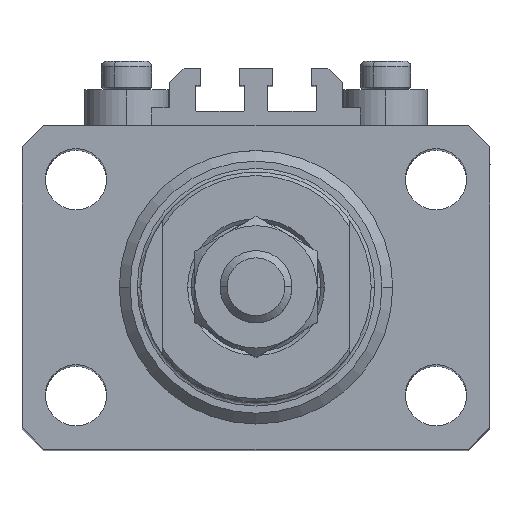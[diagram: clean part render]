
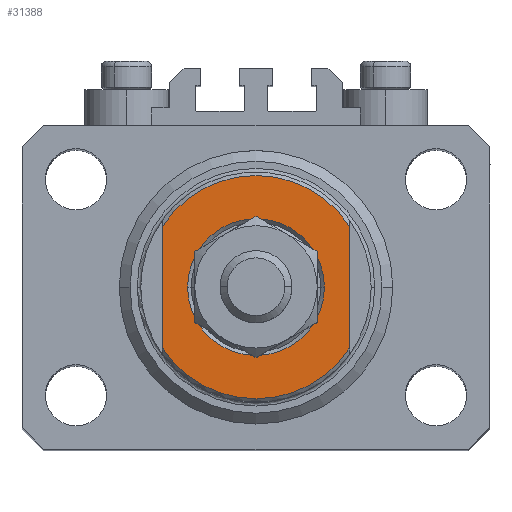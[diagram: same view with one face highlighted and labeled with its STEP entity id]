
A CAD part, top view. The second image highlights one B-rep face of the part: STEP entity #31388.
In plain terms, the highlighted face is planar.
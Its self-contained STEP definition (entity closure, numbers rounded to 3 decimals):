
#335 = FACE_OUTER_BOUND ( 'NONE', #48807, .T. ) ;
#810 = CARTESIAN_POINT ( 'NONE',  ( 0., 0., -6.5 ) ) ;
#964 = VECTOR ( 'NONE', #27188, 1000. ) ;
#1098 = ORIENTED_EDGE ( 'NONE', *, *, #31379, .T. ) ;
#1335 = CARTESIAN_POINT ( 'NONE',  ( 13., -43.081, -6.5 ) ) ;
#1721 = VECTOR ( 'NONE', #23604, 1000. ) ;
#3545 = EDGE_LOOP ( 'NONE', ( #10456, #24076 ) ) ;
#3558 = CARTESIAN_POINT ( 'NONE',  ( 0., 0., -6.5 ) ) ;
#4883 = CIRCLE ( 'NONE', #36577, 9.5 ) ;
#5171 = CARTESIAN_POINT ( 'NONE',  ( 13., -8.441, -6.5 ) ) ;
#7455 = DIRECTION ( 'NONE',  ( -1., 0., 0. ) ) ;
#7501 = PLANE ( 'NONE',  #40990 ) ;
#7820 = ORIENTED_EDGE ( 'NONE', *, *, #39143, .F. ) ;
#8222 = DIRECTION ( 'NONE',  ( -1., 0., 0. ) ) ;
#10456 = ORIENTED_EDGE ( 'NONE', *, *, #40516, .T. ) ;
#12347 = CARTESIAN_POINT ( 'NONE',  ( -13., -8.441, -6.5 ) ) ;
#13554 = ORIENTED_EDGE ( 'NONE', *, *, #43562, .T. ) ;
#14464 = VERTEX_POINT ( 'NONE', #43597 ) ;
#15938 = LINE ( 'NONE', #1335, #1721 ) ;
#17039 = DIRECTION ( 'NONE',  ( -1., 0., 0. ) ) ;
#17303 = CIRCLE ( 'NONE', #31519, 15.5 ) ;
#18873 = FACE_BOUND ( 'NONE', #3545, .T. ) ;
#19066 = DIRECTION ( 'NONE',  ( 0., 0., 1. ) ) ;
#19392 = DIRECTION ( 'NONE',  ( 0., 0., 1. ) ) ;
#19413 = VERTEX_POINT ( 'NONE', #36778 ) ;
#20985 = CARTESIAN_POINT ( 'NONE',  ( 0., 0., -6.5 ) ) ;
#21520 = VERTEX_POINT ( 'NONE', #5171 ) ;
#21616 = VERTEX_POINT ( 'NONE', #12347 ) ;
#22288 = CARTESIAN_POINT ( 'NONE',  ( 0., 0., -6.5 ) ) ;
#22581 = DIRECTION ( 'NONE',  ( 0., 0., -1. ) ) ;
#23239 = LINE ( 'NONE', #38319, #964 ) ;
#23424 = EDGE_CURVE ( 'NONE', #44299, #19413, #43196, .T. ) ;
#23604 = DIRECTION ( 'NONE',  ( 0., -1., 0. ) ) ;
#24076 = ORIENTED_EDGE ( 'NONE', *, *, #23424, .T. ) ;
#24480 = VERTEX_POINT ( 'NONE', #41814 ) ;
#27188 = DIRECTION ( 'NONE',  ( 0., -1., 0. ) ) ;
#28519 = ORIENTED_EDGE ( 'NONE', *, *, #42784, .T. ) ;
#29401 = CIRCLE ( 'NONE', #43618, 15.5 ) ;
#31379 = EDGE_CURVE ( 'NONE', #21520, #21616, #17303, .T. ) ;
#31388 = ADVANCED_FACE ( 'NONE', ( #18873, #335 ), #7501, .T. ) ;
#31519 = AXIS2_PLACEMENT_3D ( 'NONE', #810, #38151, #8222 ) ;
#33642 = CARTESIAN_POINT ( 'NONE',  ( 9.5, 0., -6.5 ) ) ;
#34471 = DIRECTION ( 'NONE',  ( -1., 0., 0. ) ) ;
#36577 = AXIS2_PLACEMENT_3D ( 'NONE', #39386, #19392, #34471 ) ;
#36778 = CARTESIAN_POINT ( 'NONE',  ( -9.5, 0., -6.5 ) ) ;
#38151 = DIRECTION ( 'NONE',  ( 0., 0., -1. ) ) ;
#38319 = CARTESIAN_POINT ( 'NONE',  ( -13., -43.081, -6.5 ) ) ;
#39143 = EDGE_CURVE ( 'NONE', #24480, #21616, #23239, .T. ) ;
#39386 = CARTESIAN_POINT ( 'NONE',  ( 0., 0., -6.5 ) ) ;
#39775 = DIRECTION ( 'NONE',  ( 0., 0., -1. ) ) ;
#40516 = EDGE_CURVE ( 'NONE', #19413, #44299, #4883, .T. ) ;
#40990 = AXIS2_PLACEMENT_3D ( 'NONE', #3558, #22581, #45564 ) ;
#41814 = CARTESIAN_POINT ( 'NONE',  ( -13., 8.441, -6.5 ) ) ;
#42784 = EDGE_CURVE ( 'NONE', #14464, #21520, #15938, .T. ) ;
#43196 = CIRCLE ( 'NONE', #44024, 9.5 ) ;
#43562 = EDGE_CURVE ( 'NONE', #24480, #14464, #29401, .T. ) ;
#43597 = CARTESIAN_POINT ( 'NONE',  ( 13., 8.441, -6.5 ) ) ;
#43618 = AXIS2_PLACEMENT_3D ( 'NONE', #20985, #39775, #17039 ) ;
#44024 = AXIS2_PLACEMENT_3D ( 'NONE', #22288, #19066, #7455 ) ;
#44299 = VERTEX_POINT ( 'NONE', #33642 ) ;
#45564 = DIRECTION ( 'NONE',  ( -1., 0., 0. ) ) ;
#48807 = EDGE_LOOP ( 'NONE', ( #13554, #28519, #1098, #7820 ) ) ;
